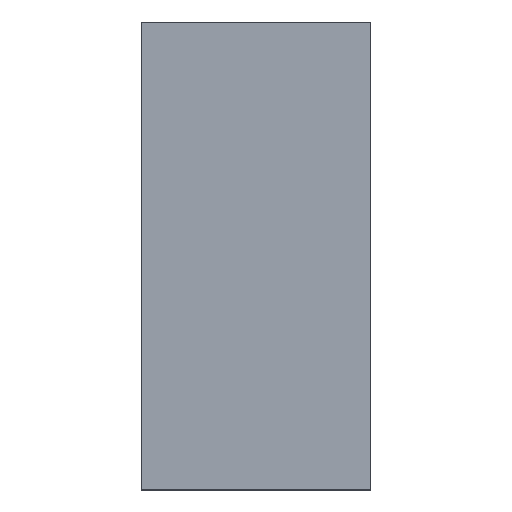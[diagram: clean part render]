
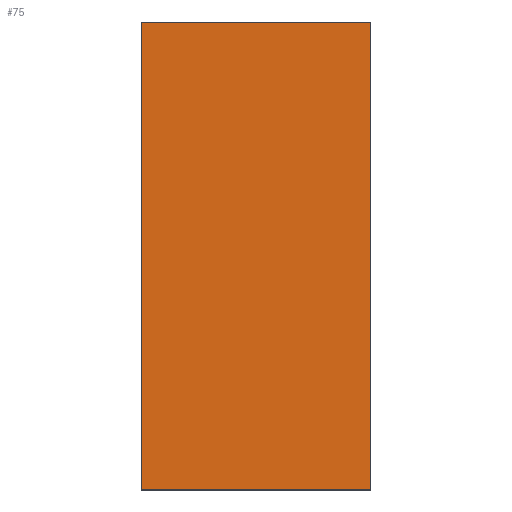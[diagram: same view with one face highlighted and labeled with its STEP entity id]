
A CAD part, top view. The second image highlights one B-rep face of the part: STEP entity #75.
In plain terms, the highlighted planar face has unit normal (0, 0, 1).
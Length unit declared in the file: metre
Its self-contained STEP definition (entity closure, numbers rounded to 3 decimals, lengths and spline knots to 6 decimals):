
#75=ADVANCED_FACE('0:489',(#148),#149,.F.);
#148=FACE_OUTER_BOUND('',#244,.T.);
#149=PLANE('',#245);
#244=EDGE_LOOP('',(#443,#444,#445,#446));
#245=AXIS2_PLACEMENT_3D('',#447,#448,#449);
#443=ORIENTED_EDGE('',*,*,#823,.F.);
#444=ORIENTED_EDGE('',*,*,#824,.T.);
#445=ORIENTED_EDGE('',*,*,#825,.F.);
#446=ORIENTED_EDGE('',*,*,#826,.T.);
#447=CARTESIAN_POINT('',(0.006586,-0.016746,0.00468));
#448=DIRECTION('',(-0.0,-0.0,-1.0));
#449=DIRECTION('',(0.0,-1.0,0.0));
#823=EDGE_CURVE('0:2037',#1180,#1181,#1182,.T.);
#824=EDGE_CURVE('0:61398',#1180,#1183,#1184,.F.);
#825=EDGE_CURVE('0:2379',#1185,#1183,#1186,.T.);
#826=EDGE_CURVE('0:25692',#1185,#1181,#1187,.F.);
#1180=VERTEX_POINT('',#2497);
#1181=VERTEX_POINT('',#2498);
#1182=LINE('',#2499,#2500);
#1183=VERTEX_POINT('',#2501);
#1184=LINE('',#2502,#2503);
#1185=VERTEX_POINT('',#2504);
#1186=LINE('',#2505,#2506);
#1187=LINE('',#2507,#2508);
#2497=CARTESIAN_POINT('',(-0.000855,0.001905,0.00468));
#2498=CARTESIAN_POINT('',(0.008495,0.001905,0.00468));
#2499=CARTESIAN_POINT('',(0.006786,0.001905,0.00468));
#2500=VECTOR('',#2936,1.0);
#2501=CARTESIAN_POINT('',(-0.000855,-0.017145,0.00468));
#2502=CARTESIAN_POINT('',(-0.000855,-0.007421,0.00468));
#2503=VECTOR('',#2937,1.0);
#2504=CARTESIAN_POINT('',(0.008495,-0.017145,0.00468));
#2505=CARTESIAN_POINT('',(0.003611,-0.017145,0.00468));
#2506=VECTOR('',#2938,1.0);
#2507=CARTESIAN_POINT('',(0.008495,-0.016946,0.00468));
#2508=VECTOR('',#2939,1.0);
#2936=DIRECTION('',(1.0,0.,0.0));
#2937=DIRECTION('',(0.,1.0,0.0));
#2938=DIRECTION('',(-1.0,0.,0.0));
#2939=DIRECTION('',(0.,-1.0,-0.0));
